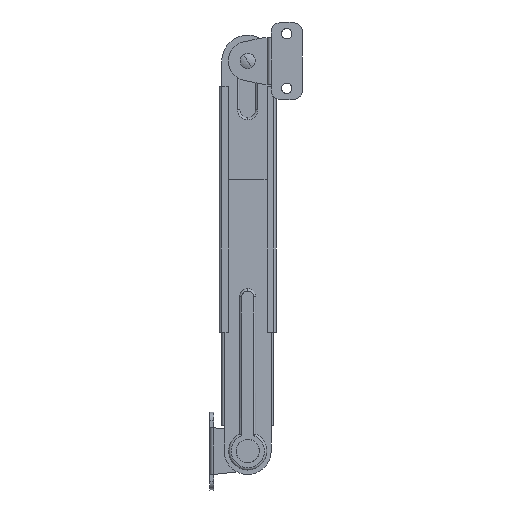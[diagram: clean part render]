
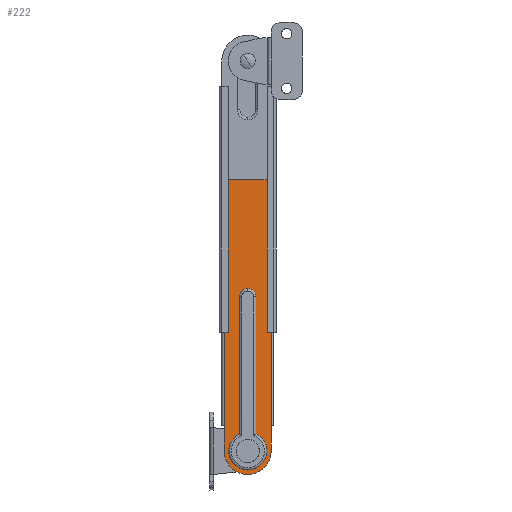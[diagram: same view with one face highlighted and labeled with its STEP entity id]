
A CAD part, left-side view. The second image highlights one B-rep face of the part: STEP entity #222.
In plain terms, the highlighted planar face has unit normal (-1, 0, 0).
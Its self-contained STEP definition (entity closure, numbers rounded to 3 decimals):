
#107 = VERTEX_POINT ( 'NONE', #649 ) ;
#113 = EDGE_CURVE ( 'NONE', #176, #221, #688, .T. ) ;
#145 = VERTEX_POINT ( 'NONE', #767 ) ;
#153 = VERTEX_POINT ( 'NONE', #755 ) ;
#154 = EDGE_CURVE ( 'NONE', #153, #107, #726, .T. ) ;
#167 = EDGE_CURVE ( 'NONE', #145, #185, #784, .T. ) ;
#169 = VERTEX_POINT ( 'NONE', #535 ) ;
#170 = VERTEX_POINT ( 'NONE', #554 ) ;
#172 = EDGE_LOOP ( 'NONE', ( #218, #219, #233, #271, #202 ) ) ;
#176 = VERTEX_POINT ( 'NONE', #828 ) ;
#177 = VERTEX_POINT ( 'NONE', #827 ) ;
#179 = EDGE_CURVE ( 'NONE', #198, #176, #825, .T. ) ;
#180 = EDGE_LOOP ( 'NONE', ( #197, #238, #223, #229, #232, #228, #217 ) ) ;
#184 = EDGE_CURVE ( 'NONE', #153, #170, #809, .T. ) ;
#185 = VERTEX_POINT ( 'NONE', #816 ) ;
#197 = ORIENTED_EDGE ( 'NONE', *, *, #154, .F. ) ;
#198 = VERTEX_POINT ( 'NONE', #850 ) ;
#202 = ORIENTED_EDGE ( 'NONE', *, *, #205, .F. ) ;
#205 = EDGE_CURVE ( 'NONE', #234, #198, #851, .T. ) ;
#217 = ORIENTED_EDGE ( 'NONE', *, *, #231, .F. ) ;
#218 = ORIENTED_EDGE ( 'NONE', *, *, #227, .F. ) ;
#219 = ORIENTED_EDGE ( 'NONE', *, *, #220, .F. ) ;
#220 = EDGE_CURVE ( 'NONE', #221, #225, #867, .T. ) ;
#221 = VERTEX_POINT ( 'NONE', #875 ) ;
#222 = ADVANCED_FACE ( 'NONE', ( #874, #882 ), #881, .T. ) ;
#223 = ORIENTED_EDGE ( 'NONE', *, *, #224, .T. ) ;
#224 = EDGE_CURVE ( 'NONE', #170, #169, #866, .T. ) ;
#225 = VERTEX_POINT ( 'NONE', #919 ) ;
#226 = EDGE_CURVE ( 'NONE', #177, #169, #914, .T. ) ;
#227 = EDGE_CURVE ( 'NONE', #225, #234, #909, .T. ) ;
#228 = ORIENTED_EDGE ( 'NONE', *, *, #167, .F. ) ;
#229 = ORIENTED_EDGE ( 'NONE', *, *, #226, .F. ) ;
#230 = EDGE_CURVE ( 'NONE', #185, #177, #904, .T. ) ;
#231 = EDGE_CURVE ( 'NONE', #107, #145, #865, .T. ) ;
#232 = ORIENTED_EDGE ( 'NONE', *, *, #230, .F. ) ;
#233 = ORIENTED_EDGE ( 'NONE', *, *, #113, .F. ) ;
#234 = VERTEX_POINT ( 'NONE', #864 ) ;
#238 = ORIENTED_EDGE ( 'NONE', *, *, #184, .T. ) ;
#271 = ORIENTED_EDGE ( 'NONE', *, *, #179, .F. ) ;
#535 = CARTESIAN_POINT ( 'NONE',  ( 0., -12., 0. ) ) ;
#554 = CARTESIAN_POINT ( 'NONE',  ( 0., -12., -126. ) ) ;
#649 = CARTESIAN_POINT ( 'NONE',  ( 0., 0., -151. ) ) ;
#661 = CARTESIAN_POINT ( 'NONE',  ( 0., -4.2, -130.256 ) ) ;
#687 = VECTOR ( 'NONE', #694, 1000. ) ;
#688 = LINE ( 'NONE', #661, #687 ) ;
#694 = DIRECTION ( 'NONE',  ( 0., 0., 1. ) ) ;
#726 = CIRCLE ( 'NONE', #750, 12. ) ;
#744 = DIRECTION ( 'NONE',  ( 0., 0., 1. ) ) ;
#745 = DIRECTION ( 'NONE',  ( 1., 0., 0. ) ) ;
#750 = AXIS2_PLACEMENT_3D ( 'NONE', #761, #745, #744 ) ;
#755 = CARTESIAN_POINT ( 'NONE',  ( 0., -12., -139. ) ) ;
#761 = CARTESIAN_POINT ( 'NONE',  ( 0., 0., -139. ) ) ;
#767 = CARTESIAN_POINT ( 'NONE',  ( 0., 12., -139. ) ) ;
#774 = DIRECTION ( 'NONE',  ( 0., 0., 1. ) ) ;
#775 = VECTOR ( 'NONE', #774, 1000. ) ;
#783 = CARTESIAN_POINT ( 'NONE',  ( 0., 12., -151. ) ) ;
#784 = LINE ( 'NONE', #783, #775 ) ;
#806 = DIRECTION ( 'NONE',  ( 0., 0., 1. ) ) ;
#807 = VECTOR ( 'NONE', #806, 1000. ) ;
#808 = CARTESIAN_POINT ( 'NONE',  ( 0., -12., -151. ) ) ;
#809 = LINE ( 'NONE', #808, #807 ) ;
#816 = CARTESIAN_POINT ( 'NONE',  ( 0., 12., -126. ) ) ;
#819 = DIRECTION ( 'NONE',  ( 0., 0., 1. ) ) ;
#820 = DIRECTION ( 'NONE',  ( -1., 0., 0. ) ) ;
#821 = CARTESIAN_POINT ( 'NONE',  ( 0., 0., -139. ) ) ;
#822 = AXIS2_PLACEMENT_3D ( 'NONE', #821, #820, #819 ) ;
#825 = CIRCLE ( 'NONE', #822, 9.7 ) ;
#827 = CARTESIAN_POINT ( 'NONE',  ( 0., 12., 0. ) ) ;
#828 = CARTESIAN_POINT ( 'NONE',  ( 0., -4.2, -130.256 ) ) ;
#835 = AXIS2_PLACEMENT_3D ( 'NONE', #890, #889, #888 ) ;
#850 = CARTESIAN_POINT ( 'NONE',  ( 0., 0., -148.7 ) ) ;
#851 = CIRCLE ( 'NONE', #835, 9.7 ) ;
#859 = DIRECTION ( 'NONE',  ( -1., 0., 0. ) ) ;
#860 = CARTESIAN_POINT ( 'NONE',  ( 0., 12., -151. ) ) ;
#861 = CARTESIAN_POINT ( 'NONE',  ( 0., -12., -151. ) ) ;
#862 = DIRECTION ( 'NONE',  ( 0., 0., 1. ) ) ;
#863 = DIRECTION ( 'NONE',  ( -1., 0., 0. ) ) ;
#864 = CARTESIAN_POINT ( 'NONE',  ( 0., 4.2, -130.256 ) ) ;
#865 = CIRCLE ( 'NONE', #915, 12. ) ;
#866 = LINE ( 'NONE', #861, #917 ) ;
#867 = CIRCLE ( 'NONE', #876, 4.2 ) ;
#874 = FACE_OUTER_BOUND ( 'NONE', #180, .T. ) ;
#875 = CARTESIAN_POINT ( 'NONE',  ( 0., -4.2, -60. ) ) ;
#876 = AXIS2_PLACEMENT_3D ( 'NONE', #880, #863, #862 ) ;
#880 = CARTESIAN_POINT ( 'NONE',  ( 0., 0., -60. ) ) ;
#881 = PLANE ( 'NONE',  #884 ) ;
#882 = FACE_BOUND ( 'NONE', #172, .T. ) ;
#884 = AXIS2_PLACEMENT_3D ( 'NONE', #860, #859, #920 ) ;
#888 = DIRECTION ( 'NONE',  ( 0., 0., 1. ) ) ;
#889 = DIRECTION ( 'NONE',  ( -1., 0., 0. ) ) ;
#890 = CARTESIAN_POINT ( 'NONE',  ( 0., 0., -139. ) ) ;
#898 = DIRECTION ( 'NONE',  ( 0., 0., 1. ) ) ;
#899 = DIRECTION ( 'NONE',  ( 1., 0., 0. ) ) ;
#901 = DIRECTION ( 'NONE',  ( 0., 0., 1. ) ) ;
#902 = VECTOR ( 'NONE', #901, 1000. ) ;
#903 = CARTESIAN_POINT ( 'NONE',  ( 0., 12., -151. ) ) ;
#904 = LINE ( 'NONE', #903, #902 ) ;
#906 = DIRECTION ( 'NONE',  ( 0., 0., -1. ) ) ;
#907 = VECTOR ( 'NONE', #906, 1000. ) ;
#908 = CARTESIAN_POINT ( 'NONE',  ( 0., 4.2, -60. ) ) ;
#909 = LINE ( 'NONE', #908, #907 ) ;
#910 = CARTESIAN_POINT ( 'NONE',  ( 0., 0., -139. ) ) ;
#911 = DIRECTION ( 'NONE',  ( 0., -1., 0. ) ) ;
#912 = VECTOR ( 'NONE', #911, 1000. ) ;
#913 = CARTESIAN_POINT ( 'NONE',  ( 0., 12., 0. ) ) ;
#914 = LINE ( 'NONE', #913, #912 ) ;
#915 = AXIS2_PLACEMENT_3D ( 'NONE', #910, #899, #898 ) ;
#916 = DIRECTION ( 'NONE',  ( 0., 0., 1. ) ) ;
#917 = VECTOR ( 'NONE', #916, 1000. ) ;
#919 = CARTESIAN_POINT ( 'NONE',  ( 0., 4.2, -60. ) ) ;
#920 = DIRECTION ( 'NONE',  ( 0., 0., 1. ) ) ;
